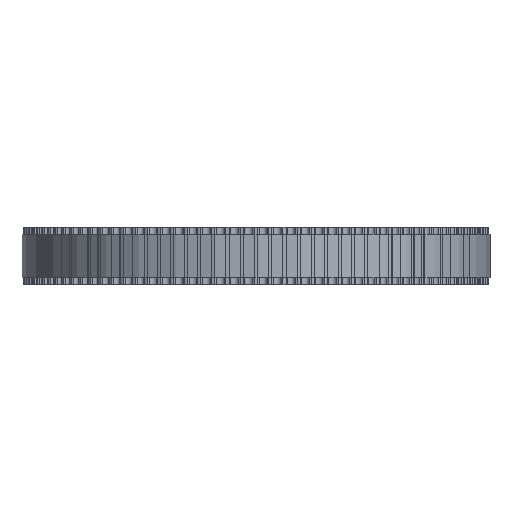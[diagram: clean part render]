
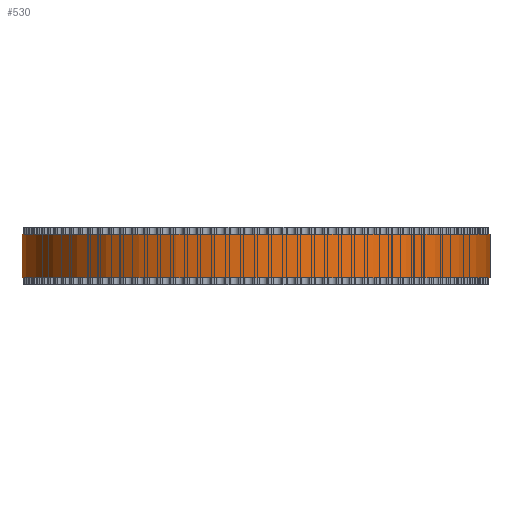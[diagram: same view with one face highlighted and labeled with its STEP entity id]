
A CAD part, front view. The second image highlights one B-rep face of the part: STEP entity #530.
In plain terms, the highlighted cylindrical face has radius 32.468 mm (diameter 64.935 mm), a full revolution.
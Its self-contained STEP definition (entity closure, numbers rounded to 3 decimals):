
#97=FACE_BOUND('',#1760,.T.);
#98=FACE_BOUND('',#1761,.T.);
#530=ADVANCED_FACE('',(#97,#98),#939,.T.);
#939=CYLINDRICAL_SURFACE('',#9119,32.468);
#1760=EDGE_LOOP('',(#5026));
#1761=EDGE_LOOP('',(#5027));
#5026=ORIENTED_EDGE('',*,*,#7070,.T.);
#5027=ORIENTED_EDGE('',*,*,#7071,.T.);
#5844=VERTEX_POINT('',#14440);
#5845=VERTEX_POINT('',#14442);
#7070=EDGE_CURVE('',#5844,#5844,#7888,.T.);
#7071=EDGE_CURVE('',#5845,#5845,#7889,.T.);
#7888=CIRCLE('',#9117,32.468);
#7889=CIRCLE('',#9118,32.468);
#9117=AXIS2_PLACEMENT_3D('',#14439,#11982,#11983);
#9118=AXIS2_PLACEMENT_3D('',#14441,#11984,#11985);
#9119=AXIS2_PLACEMENT_3D('',#14443,#11986,#11987);
#11982=DIRECTION('',(0.,0.,1.));
#11983=DIRECTION('',(1.,0.,0.));
#11984=DIRECTION('',(0.,0.,-1.));
#11985=DIRECTION('',(1.,0.,0.));
#11986=DIRECTION('',(0.,0.,1.));
#11987=DIRECTION('',(1.,0.,0.));
#14439=CARTESIAN_POINT('',(0.,0.,1.));
#14440=CARTESIAN_POINT('',(32.468,0.,1.));
#14441=CARTESIAN_POINT('',(0.,0.,7.));
#14442=CARTESIAN_POINT('',(32.468,0.,7.));
#14443=CARTESIAN_POINT('',(0.,0.,1.));
